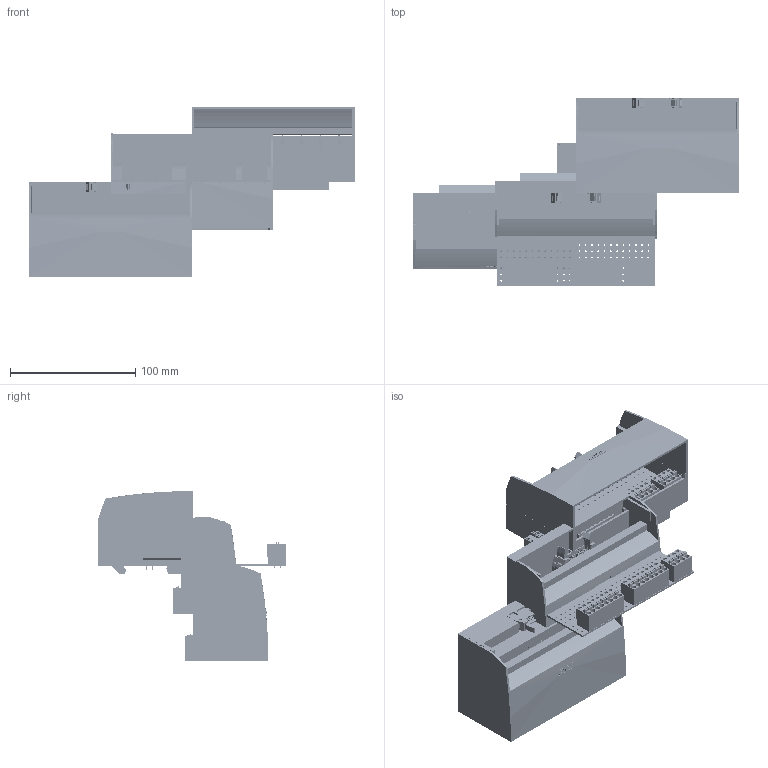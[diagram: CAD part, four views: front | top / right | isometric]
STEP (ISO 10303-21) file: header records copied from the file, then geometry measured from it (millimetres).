
FILE_DESCRIPTION( ( 'Unknown' ), '1' );
FILE_NAME( '6es79240bg200bc0_001_stp.stp', 'Unknown', ( 'Unknown' ), ( 'Unknown' ), 'PSStep 13.0', 'Unknown', ' ' );
FILE_SCHEMA( ( 'AUTOMOTIVE_DESIGN { 1 0 10303 214 1 1 1 1 }' ) );
Length unit declared in the file: millimetre
Products named in the file (51): 6es79240bg200bc0_001_stp; Device_G4-oa1; Assem1; Motherboard-G4_-oa0; PCB-G4_6; SAURO MCQxx001 Block 4_1; SAURO MCQxx001 Block 8_2; FCI-71918-116BLF_10; C98130-A7800-C031_1; C98130-A7800-C033_1; C98130-A7800-C032_1; SIEMENS-Kleber-17x4,5_13; C98130-A7800-X484
Bounding box: 260 x 150 x 136 mm (x, y, z)
Volume: 664538.7 mm3; surface area: 492319.2 mm2
Topology: 157 solids, 157 shells, 8204 faces, 21914 edges, 15072 vertices
Faces by surface type: plane 6098, cylinder 1898, extrusion 208
Full cylindrical faces by diameter (mm): 0.4 x184, 0.5 x10, 1.02 x330, 1.2 x10, 1.4 x1080, 4 x100
Entity records: 67714 total; most frequent: CARTESIAN_POINT 13854, DIRECTION 7743, ORIENTED_EDGE 7658, EDGE_CURVE 3829, VECTOR 3043, LINE 2975, VERTEX_POINT 2772, EDGE_LOOP 2737
